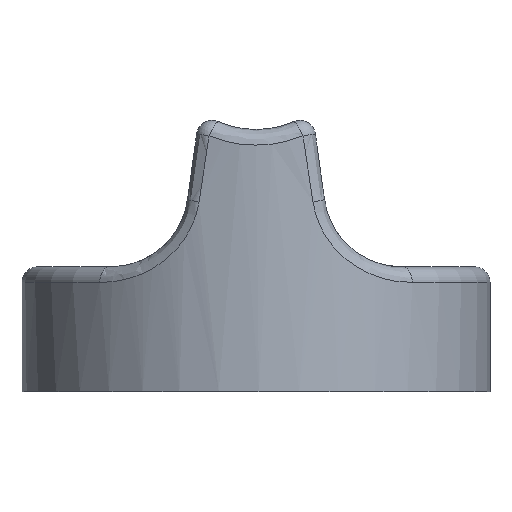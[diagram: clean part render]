
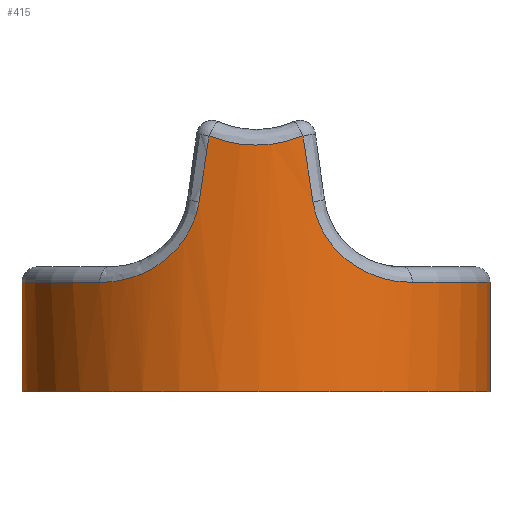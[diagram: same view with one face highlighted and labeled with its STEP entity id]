
A CAD part, front view. The second image highlights one B-rep face of the part: STEP entity #415.
In plain terms, the highlighted cylindrical face has radius 15 mm (diameter 30 mm), a full revolution.
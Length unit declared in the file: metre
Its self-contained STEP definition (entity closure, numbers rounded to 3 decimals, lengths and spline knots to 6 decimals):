
#30=ELLIPSE('',#465,0.100738,0.015);
#31=ELLIPSE('',#466,0.100738,0.015);
#32=ELLIPSE('',#468,0.100738,0.015);
#33=ELLIPSE('',#469,0.100738,0.015);
#38=B_SPLINE_CURVE_WITH_KNOTS('',3,(#670,#671,#672,#673,#674,#675,#676),
 .UNSPECIFIED.,.F.,.F.,(4,1,1,1,4),(0.,0.002425,0.004849,
0.007274,0.009699),.UNSPECIFIED.);
#39=B_SPLINE_CURVE_WITH_KNOTS('',3,(#681,#682,#683,#684,#685,#686,#687),
 .UNSPECIFIED.,.F.,.F.,(4,1,1,1,4),(0.,0.002427,0.004853,
0.00728,0.009707),.UNSPECIFIED.);
#40=B_SPLINE_CURVE_WITH_KNOTS('',3,(#691,#692,#693,#694,#695),
 .UNSPECIFIED.,.F.,.F.,(4,1,4),(0.,0.003116,0.006233),
 .UNSPECIFIED.);
#41=B_SPLINE_CURVE_WITH_KNOTS('',3,(#699,#700,#701,#702,#703,#704,#705),
 .UNSPECIFIED.,.F.,.F.,(4,1,1,1,4),(0.,0.002425,0.004849,
0.007274,0.009699),.UNSPECIFIED.);
#42=B_SPLINE_CURVE_WITH_KNOTS('',3,(#709,#710,#711,#712,#713,#714,#715),
 .UNSPECIFIED.,.F.,.F.,(4,1,1,1,4),(0.,0.002427,0.004853,
0.00728,0.009707),.UNSPECIFIED.);
#43=B_SPLINE_CURVE_WITH_KNOTS('',3,(#719,#720,#721,#722,#723),
 .UNSPECIFIED.,.F.,.F.,(4,1,4),(0.,0.003116,0.006233),
 .UNSPECIFIED.);
#50=CYLINDRICAL_SURFACE('',#463,0.015);
#60=CIRCLE('',#464,0.015);
#61=CIRCLE('',#467,0.015);
#62=CIRCLE('',#470,0.015);
#93=ORIENTED_EDGE('',*,*,#213,.T.);
#94=ORIENTED_EDGE('',*,*,#214,.T.);
#95=ORIENTED_EDGE('',*,*,#215,.T.);
#96=ORIENTED_EDGE('',*,*,#216,.T.);
#97=ORIENTED_EDGE('',*,*,#217,.T.);
#98=ORIENTED_EDGE('',*,*,#218,.T.);
#99=ORIENTED_EDGE('',*,*,#219,.T.);
#100=ORIENTED_EDGE('',*,*,#220,.T.);
#101=ORIENTED_EDGE('',*,*,#221,.T.);
#102=ORIENTED_EDGE('',*,*,#222,.T.);
#103=ORIENTED_EDGE('',*,*,#223,.T.);
#104=ORIENTED_EDGE('',*,*,#224,.T.);
#105=ORIENTED_EDGE('',*,*,#225,.T.);
#213=EDGE_CURVE('',#273,#274,#38,.T.);
#214=EDGE_CURVE('',#274,#275,#60,.F.);
#215=EDGE_CURVE('',#275,#276,#39,.T.);
#216=EDGE_CURVE('',#276,#277,#30,.T.);
#217=EDGE_CURVE('',#277,#278,#40,.T.);
#218=EDGE_CURVE('',#278,#279,#31,.T.);
#219=EDGE_CURVE('',#279,#280,#41,.T.);
#220=EDGE_CURVE('',#280,#281,#61,.F.);
#221=EDGE_CURVE('',#281,#282,#42,.T.);
#222=EDGE_CURVE('',#282,#283,#32,.T.);
#223=EDGE_CURVE('',#283,#284,#43,.T.);
#224=EDGE_CURVE('',#284,#273,#33,.T.);
#225=EDGE_CURVE('',#285,#285,#62,.T.);
#273=VERTEX_POINT('',#677);
#274=VERTEX_POINT('',#678);
#275=VERTEX_POINT('',#680);
#276=VERTEX_POINT('',#688);
#277=VERTEX_POINT('',#690);
#278=VERTEX_POINT('',#696);
#279=VERTEX_POINT('',#698);
#280=VERTEX_POINT('',#706);
#281=VERTEX_POINT('',#708);
#282=VERTEX_POINT('',#716);
#283=VERTEX_POINT('',#718);
#284=VERTEX_POINT('',#724);
#285=VERTEX_POINT('',#727);
#324=EDGE_LOOP('',(#93,#94,#95,#96,#97,#98,#99,#100,#101,#102,#103,#104));
#325=EDGE_LOOP('',(#105));
#366=FACE_BOUND('',#324,.T.);
#367=FACE_BOUND('',#325,.T.);
#415=ADVANCED_FACE('',(#366,#367),#50,.T.);
#463=AXIS2_PLACEMENT_3D('',#669,#532,#533);
#464=AXIS2_PLACEMENT_3D('',#679,#534,#535);
#465=AXIS2_PLACEMENT_3D('',#689,#536,#537);
#466=AXIS2_PLACEMENT_3D('',#697,#538,#539);
#467=AXIS2_PLACEMENT_3D('',#707,#540,#541);
#468=AXIS2_PLACEMENT_3D('',#717,#542,#543);
#469=AXIS2_PLACEMENT_3D('',#725,#544,#545);
#470=AXIS2_PLACEMENT_3D('',#726,#546,#547);
#532=DIRECTION('',(0.,0.,-1.));
#533=DIRECTION('',(-1.,0.,0.));
#534=DIRECTION('',(0.,0.,1.));
#535=DIRECTION('',(1.,0.,0.));
#536=DIRECTION('',(-0.989,0.,-0.149));
#537=DIRECTION('',(0.149,0.,-0.989));
#538=DIRECTION('',(0.989,0.,-0.149));
#539=DIRECTION('',(-0.149,0.,-0.989));
#540=DIRECTION('',(0.,0.,1.));
#541=DIRECTION('',(1.,0.,0.));
#542=DIRECTION('',(0.989,0.,-0.149));
#543=DIRECTION('',(-0.149,0.,-0.989));
#544=DIRECTION('',(-0.989,0.,-0.149));
#545=DIRECTION('',(0.149,0.,-0.989));
#546=DIRECTION('',(0.,0.,1.));
#547=DIRECTION('',(1.,0.,0.));
#669=CARTESIAN_POINT('',(0.,0.,0.008));
#670=CARTESIAN_POINT('',(0.003648,0.01455,0.012165));
#671=CARTESIAN_POINT('',(0.00377,0.014519,0.011353));
#672=CARTESIAN_POINT('',(0.004368,0.014372,0.009816));
#673=CARTESIAN_POINT('',(0.006066,0.013772,0.008093));
#674=CARTESIAN_POINT('',(0.008098,0.012703,0.007161));
#675=CARTESIAN_POINT('',(0.009405,0.011714,0.007));
#676=CARTESIAN_POINT('',(0.010014,0.011168,0.007));
#677=CARTESIAN_POINT('',(0.003648,0.01455,0.012165));
#678=CARTESIAN_POINT('',(0.010014,0.011168,0.007));
#679=CARTESIAN_POINT('',(0.,0.,0.007));
#680=CARTESIAN_POINT('',(0.010014,-0.011168,0.007));
#681=CARTESIAN_POINT('',(0.010014,-0.011168,0.007));
#682=CARTESIAN_POINT('',(0.009405,-0.011714,0.007));
#683=CARTESIAN_POINT('',(0.008112,-0.012693,0.007158));
#684=CARTESIAN_POINT('',(0.006071,-0.013771,0.008089));
#685=CARTESIAN_POINT('',(0.004372,-0.01437,0.009809));
#686=CARTESIAN_POINT('',(0.00377,-0.014519,0.011353));
#687=CARTESIAN_POINT('',(0.003648,-0.01455,0.012165));
#688=CARTESIAN_POINT('',(0.003648,-0.01455,0.012165));
#689=CARTESIAN_POINT('',(0.,0.,0.036392));
#690=CARTESIAN_POINT('',(0.003011,-0.014695,0.016393));
#691=CARTESIAN_POINT('',(0.003011,-0.014695,0.016393));
#692=CARTESIAN_POINT('',(0.002064,-0.014889,0.016005));
#693=CARTESIAN_POINT('',(-0.000006,-0.015111,0.015603));
#694=CARTESIAN_POINT('',(-0.002064,-0.014889,0.016005));
#695=CARTESIAN_POINT('',(-0.003011,-0.014695,0.016393));
#696=CARTESIAN_POINT('',(-0.003011,-0.014695,0.016393));
#697=CARTESIAN_POINT('',(0.,0.,0.036392));
#698=CARTESIAN_POINT('',(-0.003648,-0.01455,0.012165));
#699=CARTESIAN_POINT('',(-0.003648,-0.01455,0.012165));
#700=CARTESIAN_POINT('',(-0.00377,-0.014519,0.011353));
#701=CARTESIAN_POINT('',(-0.004368,-0.014372,0.009816));
#702=CARTESIAN_POINT('',(-0.006066,-0.013772,0.008093));
#703=CARTESIAN_POINT('',(-0.008098,-0.012703,0.007161));
#704=CARTESIAN_POINT('',(-0.009405,-0.011714,0.007));
#705=CARTESIAN_POINT('',(-0.010014,-0.011168,0.007));
#706=CARTESIAN_POINT('',(-0.010014,-0.011168,0.007));
#707=CARTESIAN_POINT('',(0.,0.,0.007));
#708=CARTESIAN_POINT('',(-0.010014,0.011168,0.007));
#709=CARTESIAN_POINT('',(-0.010014,0.011168,0.007));
#710=CARTESIAN_POINT('',(-0.009405,0.011714,0.007));
#711=CARTESIAN_POINT('',(-0.008112,0.012693,0.007158));
#712=CARTESIAN_POINT('',(-0.006071,0.013771,0.008089));
#713=CARTESIAN_POINT('',(-0.004372,0.01437,0.009809));
#714=CARTESIAN_POINT('',(-0.00377,0.014519,0.011353));
#715=CARTESIAN_POINT('',(-0.003648,0.01455,0.012165));
#716=CARTESIAN_POINT('',(-0.003648,0.01455,0.012165));
#717=CARTESIAN_POINT('',(0.,0.,0.036392));
#718=CARTESIAN_POINT('',(-0.003011,0.014695,0.016393));
#719=CARTESIAN_POINT('',(-0.003011,0.014695,0.016393));
#720=CARTESIAN_POINT('',(-0.002064,0.014889,0.016005));
#721=CARTESIAN_POINT('',(0.000006,0.015111,0.015603));
#722=CARTESIAN_POINT('',(0.002064,0.014889,0.016005));
#723=CARTESIAN_POINT('',(0.003011,0.014695,0.016393));
#724=CARTESIAN_POINT('',(0.003011,0.014695,0.016393));
#725=CARTESIAN_POINT('',(0.,0.,0.036392));
#726=CARTESIAN_POINT('',(0.,0.,0.));
#727=CARTESIAN_POINT('',(0.015,0.,0.));
